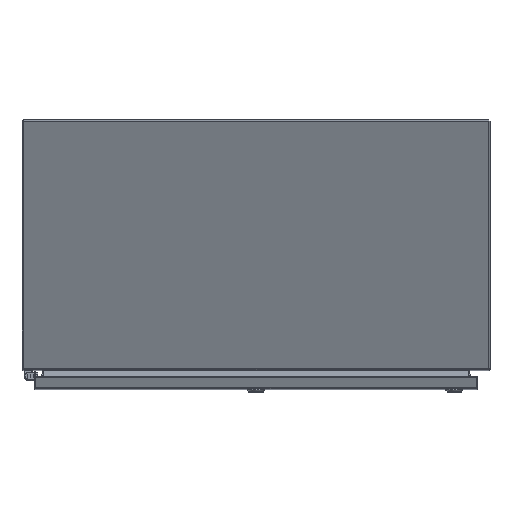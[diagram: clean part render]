
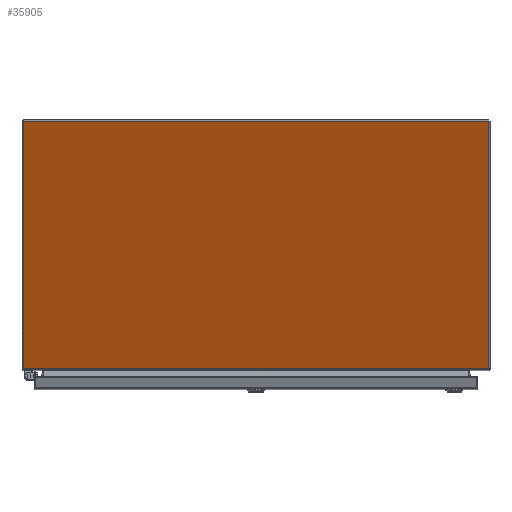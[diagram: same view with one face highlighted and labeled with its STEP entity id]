
A CAD part, top view. The second image highlights one B-rep face of the part: STEP entity #35905.
In plain terms, the highlighted planar face has unit normal (0, -0.423, 0.906).
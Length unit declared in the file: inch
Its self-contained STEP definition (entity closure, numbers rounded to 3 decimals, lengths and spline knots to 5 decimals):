
#2148 = CARTESIAN_POINT ( 'NONE',  ( -14.892, -15.78568, 14.37489 ) ) ;
#3867 = CARTESIAN_POINT ( 'NONE',  ( -14.892, -0.101, 21.68877 ) ) ;
#4789 = VERTEX_POINT ( 'NONE', #56195 ) ;
#10775 = EDGE_CURVE ( 'NONE', #68100, #68273, #64751, .T. ) ;
#13845 = DIRECTION ( 'NONE',  ( 0.221, 0.884, 0.412 ) ) ;
#14113 = VECTOR ( 'NONE', #33055, 39.37008 ) ;
#17897 = DIRECTION ( 'NONE',  ( 0., -0.906, -0.423 ) ) ;
#20954 = CARTESIAN_POINT ( 'NONE',  ( 14.92608, -15.93764, 14.30403 ) ) ;
#29033 = DIRECTION ( 'NONE',  ( 0., -0.423, 0.906 ) ) ;
#29950 = LINE ( 'NONE', #50082, #79675 ) ;
#30908 = CARTESIAN_POINT ( 'NONE',  ( -14.892, -15.78568, 14.37489 ) ) ;
#31959 = CARTESIAN_POINT ( 'NONE',  ( -14.892, -0.101, 21.68877 ) ) ;
#33055 = DIRECTION ( 'NONE',  ( 0.221, -0.884, -0.412 ) ) ;
#33590 = AXIS2_PLACEMENT_3D ( 'NONE', #3867, #29033, #17897 ) ;
#35198 = FACE_OUTER_BOUND ( 'NONE', #35651, .T. ) ;
#35476 = VERTEX_POINT ( 'NONE', #78872 ) ;
#35651 = EDGE_LOOP ( 'NONE', ( #41605, #55328, #37251, #77080, #77748, #77920 ) ) ;
#35905 = ADVANCED_FACE ( 'NONE', ( #35198 ), #61927, .T. ) ;
#36601 = EDGE_CURVE ( 'NONE', #68273, #4789, #29950, .T. ) ;
#36718 = VERTEX_POINT ( 'NONE', #31959 ) ;
#37251 = ORIENTED_EDGE ( 'NONE', *, *, #36601, .T. ) ;
#40169 = LINE ( 'NONE', #71850, #49900 ) ;
#41605 = ORIENTED_EDGE ( 'NONE', *, *, #59523, .T. ) ;
#42062 = CARTESIAN_POINT ( 'NONE',  ( 14.964, -0.101, 21.68877 ) ) ;
#45145 = DIRECTION ( 'NONE',  ( -1., 0., 0. ) ) ;
#46780 = DIRECTION ( 'NONE',  ( 0., 0.906, 0.423 ) ) ;
#49900 = VECTOR ( 'NONE', #45145, 39.37008 ) ;
#50082 = CARTESIAN_POINT ( 'NONE',  ( -14.892, -15.93764, 14.30403 ) ) ;
#51480 = CARTESIAN_POINT ( 'NONE',  ( -14.85408, -15.93764, 14.30403 ) ) ;
#52154 = CARTESIAN_POINT ( 'NONE',  ( 14.964, -0.101, 21.68877 ) ) ;
#53541 = EDGE_CURVE ( 'NONE', #61756, #36718, #40169, .T. ) ;
#53800 = CARTESIAN_POINT ( 'NONE',  ( -14.892, -0.101, 21.68877 ) ) ;
#55017 = VECTOR ( 'NONE', #64862, 39.37008 ) ;
#55328 = ORIENTED_EDGE ( 'NONE', *, *, #10775, .T. ) ;
#56195 = CARTESIAN_POINT ( 'NONE',  ( 14.92608, -15.93764, 14.30403 ) ) ;
#56610 = EDGE_CURVE ( 'NONE', #4789, #35476, #71952, .T. ) ;
#59523 = EDGE_CURVE ( 'NONE', #36718, #68100, #66524, .T. ) ;
#61756 = VERTEX_POINT ( 'NONE', #42062 ) ;
#61927 = PLANE ( 'NONE',  #33590 ) ;
#62777 = EDGE_CURVE ( 'NONE', #35476, #61756, #78811, .T. ) ;
#64751 = LINE ( 'NONE', #2148, #14113 ) ;
#64862 = DIRECTION ( 'NONE',  ( 0., -0.906, -0.423 ) ) ;
#66524 = LINE ( 'NONE', #53800, #55017 ) ;
#68100 = VERTEX_POINT ( 'NONE', #30908 ) ;
#68273 = VERTEX_POINT ( 'NONE', #51480 ) ;
#71850 = CARTESIAN_POINT ( 'NONE',  ( -14.892, -0.101, 21.68877 ) ) ;
#71952 = LINE ( 'NONE', #20954, #77930 ) ;
#71961 = VECTOR ( 'NONE', #46780, 39.37008 ) ;
#74387 = DIRECTION ( 'NONE',  ( 1., 0., 0. ) ) ;
#77080 = ORIENTED_EDGE ( 'NONE', *, *, #56610, .T. ) ;
#77748 = ORIENTED_EDGE ( 'NONE', *, *, #62777, .T. ) ;
#77920 = ORIENTED_EDGE ( 'NONE', *, *, #53541, .T. ) ;
#77930 = VECTOR ( 'NONE', #13845, 39.37008 ) ;
#78811 = LINE ( 'NONE', #52154, #71961 ) ;
#78872 = CARTESIAN_POINT ( 'NONE',  ( 14.964, -15.78568, 14.37489 ) ) ;
#79675 = VECTOR ( 'NONE', #74387, 39.37008 ) ;
